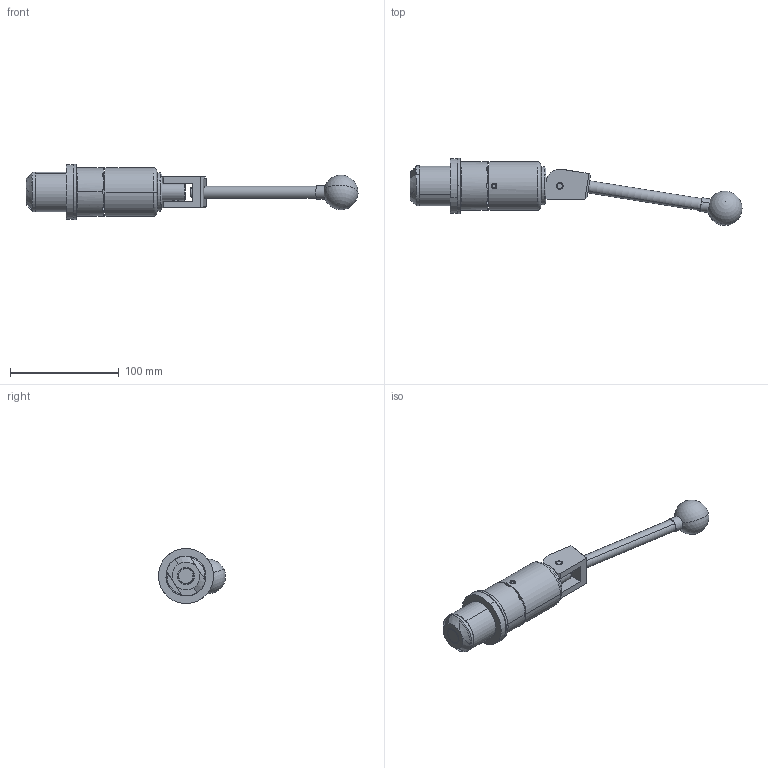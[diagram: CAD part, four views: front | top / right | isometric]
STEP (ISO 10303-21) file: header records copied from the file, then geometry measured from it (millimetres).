
FILE_DESCRIPTION (( 'STEP AP214' ), '1' );
FILE_NAME ('CTSC-003787.STEP', '2025-06-26T15:06:20', ( '' ), ( '' ), 'SwSTEP 2.0', 'SolidWorks 2023', '' );
FILE_SCHEMA (( 'AUTOMOTIVE_DESIGN' ));
Length unit declared in the file: inch
Products named in the file (1): CTSC-003787
Bounding box: 305.75 x 61.84 x 50.75 mm (x, y, z)
Volume: 223557.8 mm3; surface area: 53563.7 mm2
Topology: 9 solids, 10 shells, 248 faces, 610 edges, 385 vertices
Faces by surface type: cylinder 99, plane 91, cone 41, torus 12, bspline 3, sphere 2
Entity records: 11827 total; most frequent: CARTESIAN_POINT 2767, DIRECTION 1227, ORIENTED_EDGE 1190, EDGE_CURVE 595, AXIS2_PLACEMENT_3D 481, VERTEX_POINT 378, EDGE_LOOP 277, VECTOR 265
